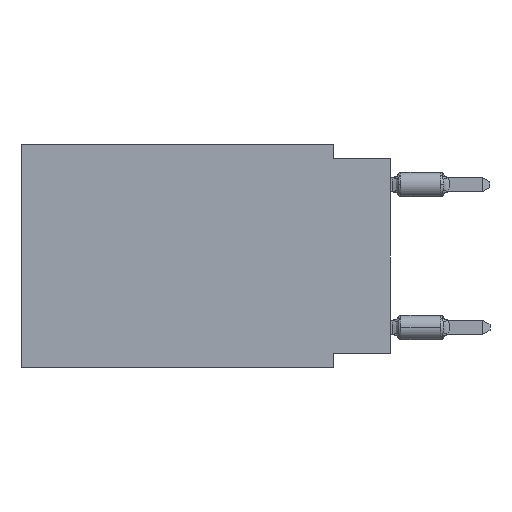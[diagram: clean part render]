
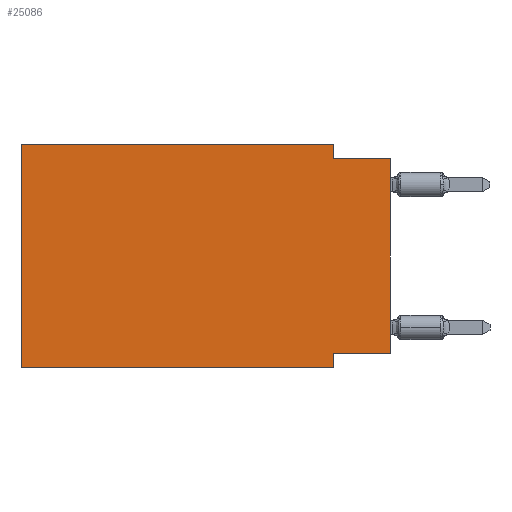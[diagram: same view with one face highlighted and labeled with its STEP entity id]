
A CAD part, left-side view. The second image highlights one B-rep face of the part: STEP entity #25086.
In plain terms, the highlighted planar face has unit normal (-1, 0, 0).
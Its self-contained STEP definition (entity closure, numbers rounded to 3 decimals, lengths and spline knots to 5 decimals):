
#149 = EDGE_CURVE ( 'NONE', #4587, #2038, #27188, .T. ) ;
#838 = VECTOR ( 'NONE', #15299, 39.37008 ) ;
#1966 = DIRECTION ( 'NONE',  ( 0., 0., 1. ) ) ;
#1997 = LINE ( 'NONE', #4975, #12431 ) ;
#2038 = VERTEX_POINT ( 'NONE', #31927 ) ;
#2755 = VECTOR ( 'NONE', #1966, 39.37008 ) ;
#4107 = CARTESIAN_POINT ( 'NONE',  ( 0., 0., -0.025 ) ) ;
#4587 = VERTEX_POINT ( 'NONE', #37794 ) ;
#4975 = CARTESIAN_POINT ( 'NONE',  ( 0., 0., -0.025 ) ) ;
#5714 = ORIENTED_EDGE ( 'NONE', *, *, #6452, .T. ) ;
#5958 = AXIS2_PLACEMENT_3D ( 'NONE', #41392, #9744, #34273 ) ;
#6452 = EDGE_CURVE ( 'NONE', #35812, #42962, #38434, .T. ) ;
#7004 = DIRECTION ( 'NONE',  ( 0., -1., 0. ) ) ;
#7828 = VERTEX_POINT ( 'NONE', #14876 ) ;
#7909 = CARTESIAN_POINT ( 'NONE',  ( 0., 0.645, -0.39 ) ) ;
#8097 = EDGE_CURVE ( 'NONE', #2038, #42962, #34554, .T. ) ;
#8364 = EDGE_CURVE ( 'NONE', #4587, #9012, #19397, .T. ) ;
#8629 = CARTESIAN_POINT ( 'NONE',  ( 0., 0.1, 0. ) ) ;
#8910 = DIRECTION ( 'NONE',  ( 0., -1., 0. ) ) ;
#9012 = VERTEX_POINT ( 'NONE', #4107 ) ;
#9594 = VECTOR ( 'NONE', #22628, 39.37008 ) ;
#9744 = DIRECTION ( 'NONE',  ( 1., 0., 0. ) ) ;
#11871 = LINE ( 'NONE', #8629, #838 ) ;
#12375 = ORIENTED_EDGE ( 'NONE', *, *, #24563, .F. ) ;
#12431 = VECTOR ( 'NONE', #40067, 39.37008 ) ;
#14425 = CARTESIAN_POINT ( 'NONE',  ( 0., 0.1, -0.39 ) ) ;
#14711 = EDGE_CURVE ( 'NONE', #38374, #28877, #11871, .T. ) ;
#14876 = CARTESIAN_POINT ( 'NONE',  ( 0., 0.645, 0. ) ) ;
#15205 = CARTESIAN_POINT ( 'NONE',  ( 0., 0.1, -0.025 ) ) ;
#15299 = DIRECTION ( 'NONE',  ( 0., 0., -1. ) ) ;
#15749 = DIRECTION ( 'NONE',  ( 0., 1., 0. ) ) ;
#16227 = ORIENTED_EDGE ( 'NONE', *, *, #149, .F. ) ;
#16233 = VECTOR ( 'NONE', #8910, 39.37008 ) ;
#18634 = ORIENTED_EDGE ( 'NONE', *, *, #8364, .T. ) ;
#19397 = LINE ( 'NONE', #43506, #2755 ) ;
#22628 = DIRECTION ( 'NONE',  ( 0., 0., 1. ) ) ;
#23144 = VECTOR ( 'NONE', #7004, 39.37008 ) ;
#24286 = ORIENTED_EDGE ( 'NONE', *, *, #14711, .F. ) ;
#24563 = EDGE_CURVE ( 'NONE', #35812, #7828, #29969, .T. ) ;
#25086 = ADVANCED_FACE ( 'NONE', ( #36599 ), #27373, .F. ) ;
#27188 = LINE ( 'NONE', #29722, #29664 ) ;
#27373 = PLANE ( 'NONE',  #5958 ) ;
#28877 = VERTEX_POINT ( 'NONE', #15205 ) ;
#29664 = VECTOR ( 'NONE', #15749, 39.37008 ) ;
#29722 = CARTESIAN_POINT ( 'NONE',  ( 0., 0., -0.365 ) ) ;
#29969 = LINE ( 'NONE', #40318, #9594 ) ;
#30777 = CARTESIAN_POINT ( 'NONE',  ( 0., 0.645, -0.39 ) ) ;
#31927 = CARTESIAN_POINT ( 'NONE',  ( 0., 0.1, -0.365 ) ) ;
#32913 = EDGE_LOOP ( 'NONE', ( #18634, #45283, #24286, #40680, #12375, #5714, #43016, #16227 ) ) ;
#34273 = DIRECTION ( 'NONE',  ( 0., 0., -1. ) ) ;
#34554 = LINE ( 'NONE', #41005, #42319 ) ;
#34961 = CARTESIAN_POINT ( 'NONE',  ( 0., 0.1, 0. ) ) ;
#35812 = VERTEX_POINT ( 'NONE', #30777 ) ;
#36599 = FACE_OUTER_BOUND ( 'NONE', #32913, .T. ) ;
#37126 = CARTESIAN_POINT ( 'NONE',  ( 0., 0.645, 0. ) ) ;
#37794 = CARTESIAN_POINT ( 'NONE',  ( 0., 0., -0.365 ) ) ;
#38374 = VERTEX_POINT ( 'NONE', #34961 ) ;
#38434 = LINE ( 'NONE', #7909, #23144 ) ;
#40067 = DIRECTION ( 'NONE',  ( 0., -1., 0. ) ) ;
#40318 = CARTESIAN_POINT ( 'NONE',  ( 0., 0.645, 0. ) ) ;
#40680 = ORIENTED_EDGE ( 'NONE', *, *, #43262, .F. ) ;
#41005 = CARTESIAN_POINT ( 'NONE',  ( 0., 0.1, -0.39 ) ) ;
#41189 = EDGE_CURVE ( 'NONE', #28877, #9012, #1997, .T. ) ;
#41392 = CARTESIAN_POINT ( 'NONE',  ( 0., 0.645, 0. ) ) ;
#42319 = VECTOR ( 'NONE', #44931, 39.37008 ) ;
#42962 = VERTEX_POINT ( 'NONE', #14425 ) ;
#43016 = ORIENTED_EDGE ( 'NONE', *, *, #8097, .F. ) ;
#43262 = EDGE_CURVE ( 'NONE', #7828, #38374, #44039, .T. ) ;
#43506 = CARTESIAN_POINT ( 'NONE',  ( 0., 0., 0. ) ) ;
#44039 = LINE ( 'NONE', #37126, #16233 ) ;
#44931 = DIRECTION ( 'NONE',  ( 0., 0., -1. ) ) ;
#45283 = ORIENTED_EDGE ( 'NONE', *, *, #41189, .F. ) ;
